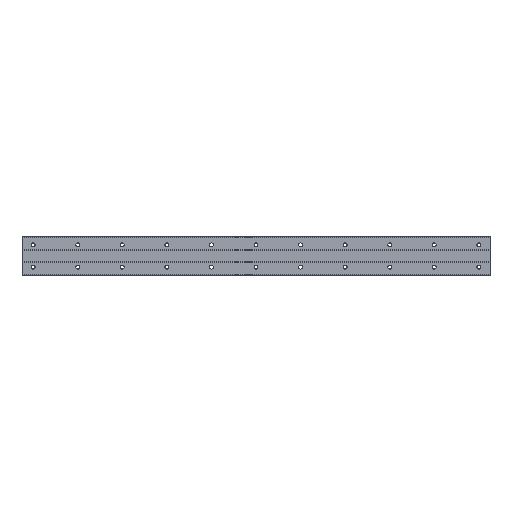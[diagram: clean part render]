
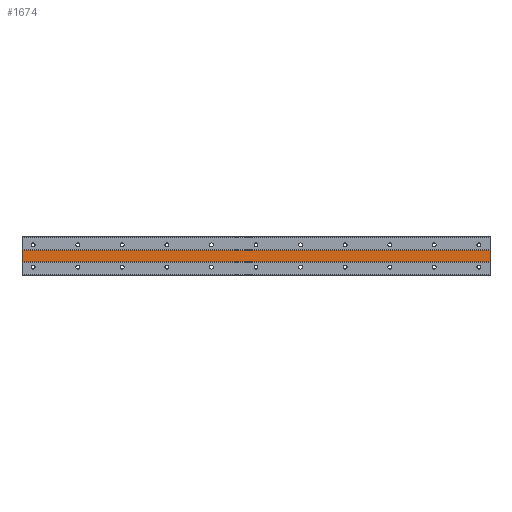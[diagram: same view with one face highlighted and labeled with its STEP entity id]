
A CAD part, front view. The second image highlights one B-rep face of the part: STEP entity #1674.
In plain terms, the highlighted planar face has unit normal (0, -1, 0).
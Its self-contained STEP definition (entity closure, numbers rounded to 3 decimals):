
#11 = FACE_OUTER_BOUND ( 'NONE', #454, .T. ) ;
#250 = CARTESIAN_POINT ( 'NONE',  ( 820., 1., 10. ) ) ;
#324 = CARTESIAN_POINT ( 'NONE',  ( -20., 1., 34.482 ) ) ;
#344 = CARTESIAN_POINT ( 'NONE',  ( 820., 1., 10. ) ) ;
#454 = EDGE_LOOP ( 'NONE', ( #4036, #1600, #4011, #2762 ) ) ;
#463 = EDGE_CURVE ( 'NONE', #3552, #4208, #2803, .T. ) ;
#700 = AXIS2_PLACEMENT_3D ( 'NONE', #250, #1696, #1010 ) ;
#735 = CARTESIAN_POINT ( 'NONE',  ( 820., 1., 34.482 ) ) ;
#777 = CARTESIAN_POINT ( 'NONE',  ( 820., 1., -10. ) ) ;
#939 = PLANE ( 'NONE',  #700 ) ;
#1010 = DIRECTION ( 'NONE',  ( 0., 0., 1. ) ) ;
#1080 = EDGE_CURVE ( 'NONE', #4208, #3264, #4194, .T. ) ;
#1143 = VECTOR ( 'NONE', #2506, 1000. ) ;
#1583 = VECTOR ( 'NONE', #2194, 1000. ) ;
#1600 = ORIENTED_EDGE ( 'NONE', *, *, #1080, .F. ) ;
#1674 = ADVANCED_FACE ( 'NONE', ( #11 ), #939, .F. ) ;
#1696 = DIRECTION ( 'NONE',  ( 0., 1., 0. ) ) ;
#1741 = LINE ( 'NONE', #324, #1862 ) ;
#1862 = VECTOR ( 'NONE', #3479, 1000. ) ;
#2194 = DIRECTION ( 'NONE',  ( 1., 0., 0. ) ) ;
#2215 = LINE ( 'NONE', #777, #1583 ) ;
#2447 = VECTOR ( 'NONE', #3500, 1000. ) ;
#2506 = DIRECTION ( 'NONE',  ( 1., 0., 0. ) ) ;
#2515 = CARTESIAN_POINT ( 'NONE',  ( 820., 1., -10. ) ) ;
#2762 = ORIENTED_EDGE ( 'NONE', *, *, #3894, .T. ) ;
#2803 = LINE ( 'NONE', #3212, #1143 ) ;
#2831 = VERTEX_POINT ( 'NONE', #3085 ) ;
#3085 = CARTESIAN_POINT ( 'NONE',  ( -20., 1., -10. ) ) ;
#3212 = CARTESIAN_POINT ( 'NONE',  ( 820., 1., 10. ) ) ;
#3264 = VERTEX_POINT ( 'NONE', #2515 ) ;
#3479 = DIRECTION ( 'NONE',  ( 0., 0., -1. ) ) ;
#3500 = DIRECTION ( 'NONE',  ( 0., 0., -1. ) ) ;
#3552 = VERTEX_POINT ( 'NONE', #3982 ) ;
#3894 = EDGE_CURVE ( 'NONE', #3552, #2831, #1741, .T. ) ;
#3982 = CARTESIAN_POINT ( 'NONE',  ( -20., 1., 10. ) ) ;
#4011 = ORIENTED_EDGE ( 'NONE', *, *, #463, .F. ) ;
#4036 = ORIENTED_EDGE ( 'NONE', *, *, #4128, .T. ) ;
#4128 = EDGE_CURVE ( 'NONE', #2831, #3264, #2215, .T. ) ;
#4194 = LINE ( 'NONE', #735, #2447 ) ;
#4208 = VERTEX_POINT ( 'NONE', #344 ) ;
